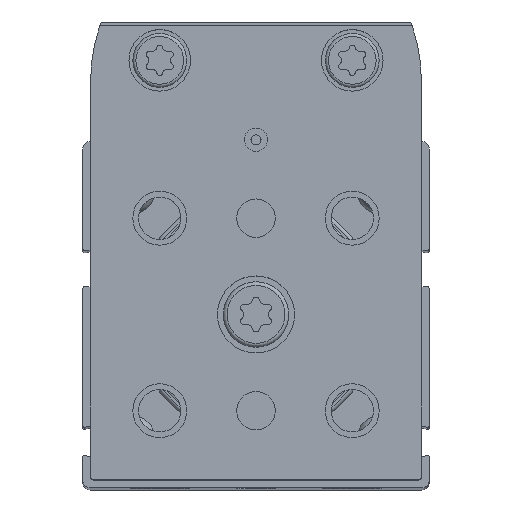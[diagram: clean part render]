
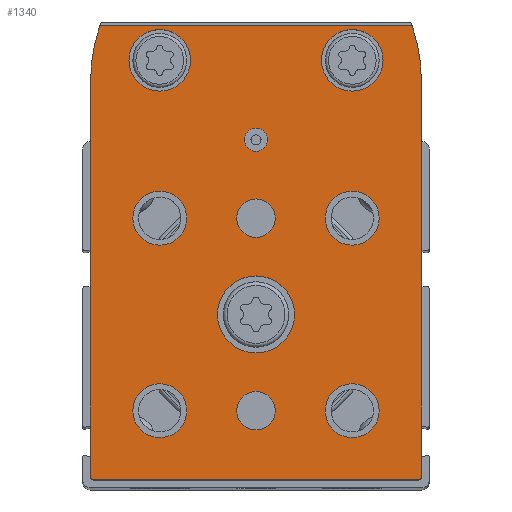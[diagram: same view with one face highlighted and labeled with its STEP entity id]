
A CAD part, top view. The second image highlights one B-rep face of the part: STEP entity #1340.
In plain terms, the highlighted planar face has unit normal (0, 0, 1).
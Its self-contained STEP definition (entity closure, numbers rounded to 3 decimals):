
#1340 = ADVANCED_FACE( '', ( #2946, #2947, #2948, #2949, #2950, #2951, #2952, #2953, #2954, #2955, #2956 ), #2957, .T. );
#2946 = FACE_BOUND( '', #4816, .T. );
#2947 = FACE_BOUND( '', #4817, .T. );
#2948 = FACE_BOUND( '', #4818, .T. );
#2949 = FACE_BOUND( '', #4819, .T. );
#2950 = FACE_BOUND( '', #4820, .T. );
#2951 = FACE_BOUND( '', #4821, .T. );
#2952 = FACE_BOUND( '', #4822, .T. );
#2953 = FACE_BOUND( '', #4823, .T. );
#2954 = FACE_BOUND( '', #4824, .T. );
#2955 = FACE_BOUND( '', #4825, .T. );
#2956 = FACE_OUTER_BOUND( '', #4826, .T. );
#2957 = PLANE( '', #4827 );
#4816 = EDGE_LOOP( '', ( #8282 ) );
#4817 = EDGE_LOOP( '', ( #8283 ) );
#4818 = EDGE_LOOP( '', ( #8284 ) );
#4819 = EDGE_LOOP( '', ( #8285 ) );
#4820 = EDGE_LOOP( '', ( #8286 ) );
#4821 = EDGE_LOOP( '', ( #8287 ) );
#4822 = EDGE_LOOP( '', ( #8288 ) );
#4823 = EDGE_LOOP( '', ( #8289 ) );
#4824 = EDGE_LOOP( '', ( #8290 ) );
#4825 = EDGE_LOOP( '', ( #8291 ) );
#4826 = EDGE_LOOP( '', ( #8292, #8293, #8294, #8295, #8296, #8297, #8298, #8299 ) );
#4827 = AXIS2_PLACEMENT_3D( '', #8300, #8301, #8302 );
#8282 = ORIENTED_EDGE( '', *, *, #11229, .T. );
#8283 = ORIENTED_EDGE( '', *, *, #10966, .T. );
#8284 = ORIENTED_EDGE( '', *, *, #11230, .F. );
#8285 = ORIENTED_EDGE( '', *, *, #11231, .F. );
#8286 = ORIENTED_EDGE( '', *, *, #11232, .T. );
#8287 = ORIENTED_EDGE( '', *, *, #11199, .T. );
#8288 = ORIENTED_EDGE( '', *, *, #11077, .T. );
#8289 = ORIENTED_EDGE( '', *, *, #11233, .T. );
#8290 = ORIENTED_EDGE( '', *, *, #10204, .T. );
#8291 = ORIENTED_EDGE( '', *, *, #9955, .F. );
#8292 = ORIENTED_EDGE( '', *, *, #11234, .T. );
#8293 = ORIENTED_EDGE( '', *, *, #11235, .T. );
#8294 = ORIENTED_EDGE( '', *, *, #10937, .T. );
#8295 = ORIENTED_EDGE( '', *, *, #11236, .T. );
#8296 = ORIENTED_EDGE( '', *, *, #10841, .T. );
#8297 = ORIENTED_EDGE( '', *, *, #10696, .T. );
#8298 = ORIENTED_EDGE( '', *, *, #11195, .T. );
#8299 = ORIENTED_EDGE( '', *, *, #10059, .T. );
#8300 = CARTESIAN_POINT( '', ( 2.5, 30., 10. ) );
#8301 = DIRECTION( '', ( 0., 0., 1. ) );
#8302 = DIRECTION( '', ( 1., 0., 0. ) );
#9955 = EDGE_CURVE( '', #11643, #11643, #11644, .T. );
#10059 = EDGE_CURVE( '', #11830, #11828, #11831, .T. );
#10204 = EDGE_CURVE( '', #12081, #12081, #12082, .T. );
#10696 = EDGE_CURVE( '', #12878, #12876, #12879, .T. );
#10841 = EDGE_CURVE( '', #13091, #12878, #13092, .T. );
#10937 = EDGE_CURVE( '', #13233, #13231, #13234, .T. );
#10966 = EDGE_CURVE( '', #13275, #13275, #13276, .T. );
#11077 = EDGE_CURVE( '', #13427, #13427, #13428, .T. );
#11195 = EDGE_CURVE( '', #12876, #11830, #13578, .T. );
#11199 = EDGE_CURVE( '', #13582, #13582, #13583, .T. );
#11229 = EDGE_CURVE( '', #13623, #13623, #13624, .T. );
#11230 = EDGE_CURVE( '', #13625, #13625, #13626, .T. );
#11231 = EDGE_CURVE( '', #13627, #13627, #13628, .T. );
#11232 = EDGE_CURVE( '', #13629, #13629, #13630, .T. );
#11233 = EDGE_CURVE( '', #13631, #13631, #13632, .T. );
#11234 = EDGE_CURVE( '', #11828, #13633, #13634, .T. );
#11235 = EDGE_CURVE( '', #13633, #13233, #13635, .T. );
#11236 = EDGE_CURVE( '', #13231, #13091, #13636, .T. );
#11643 = VERTEX_POINT( '', #14122 );
#11644 = CIRCLE( '', #14123, 1.5 );
#11828 = VERTEX_POINT( '', #14383 );
#11830 = VERTEX_POINT( '', #14386 );
#11831 = LINE( '', #14387, #14388 );
#12081 = VERTEX_POINT( '', #14696 );
#12082 = CIRCLE( '', #14697, 3.5 );
#12876 = VERTEX_POINT( '', #15924 );
#12878 = VERTEX_POINT( '', #15927 );
#12879 = LINE( '', #15928, #15929 );
#13091 = VERTEX_POINT( '', #16258 );
#13092 = CIRCLE( '', #16259, 0.5 );
#13231 = VERTEX_POINT( '', #16459 );
#13233 = VERTEX_POINT( '', #16462 );
#13234 = CIRCLE( '', #16463, 0.5 );
#13275 = VERTEX_POINT( '', #16514 );
#13276 = CIRCLE( '', #16515, 4. );
#13427 = VERTEX_POINT( '', #16759 );
#13428 = CIRCLE( '', #16760, 3.5 );
#13578 = CIRCLE( '', #17035, 24. );
#13582 = VERTEX_POINT( '', #17040 );
#13583 = CIRCLE( '', #17041, 3.5 );
#13623 = VERTEX_POINT( '', #17096 );
#13624 = CIRCLE( '', #17097, 4. );
#13625 = VERTEX_POINT( '', #17098 );
#13626 = CIRCLE( '', #17099, 2.5 );
#13627 = VERTEX_POINT( '', #17100 );
#13628 = CIRCLE( '', #17101, 2.5 );
#13629 = VERTEX_POINT( '', #17102 );
#13630 = CIRCLE( '', #17103, 5. );
#13631 = VERTEX_POINT( '', #17104 );
#13632 = CIRCLE( '', #17105, 3.5 );
#13633 = VERTEX_POINT( '', #17106 );
#13634 = CIRCLE( '', #17107, 24. );
#13635 = LINE( '', #17108, #17109 );
#13636 = LINE( '', #17110, #17111 );
#14122 = CARTESIAN_POINT( '', ( 1.5, 22.7, 10. ) );
#14123 = AXIS2_PLACEMENT_3D( '', #17695, #17696, #17697 );
#14383 = CARTESIAN_POINT( '', ( -20.298, 37.5, 10. ) );
#14386 = CARTESIAN_POINT( '', ( 20.298, 37.5, 10. ) );
#14387 = CARTESIAN_POINT( '', ( 20.298, 37.5, 10. ) );
#14388 = VECTOR( '', #17842, 1000. );
#14696 = CARTESIAN_POINT( '', ( 9., 12.5, 10. ) );
#14697 = AXIS2_PLACEMENT_3D( '', #18069, #18070, #18071 );
#15924 = CARTESIAN_POINT( '', ( 21.5, 30., 10. ) );
#15927 = CARTESIAN_POINT( '', ( 21.5, -21., 10. ) );
#15928 = CARTESIAN_POINT( '', ( 21.5, -21., 10. ) );
#15929 = VECTOR( '', #18766, 1000. );
#16258 = CARTESIAN_POINT( '', ( 21., -21.5, 10. ) );
#16259 = AXIS2_PLACEMENT_3D( '', #18925, #18926, #18927 );
#16459 = CARTESIAN_POINT( '', ( -21., -21.5, 10. ) );
#16462 = CARTESIAN_POINT( '', ( -21.5, -21., 10. ) );
#16463 = AXIS2_PLACEMENT_3D( '', #19057, #19058, #19059 );
#16514 = CARTESIAN_POINT( '', ( -16.5, 33., 10. ) );
#16515 = AXIS2_PLACEMENT_3D( '', #19109, #19110, #19111 );
#16759 = CARTESIAN_POINT( '', ( -16., 12.5, 10. ) );
#16760 = AXIS2_PLACEMENT_3D( '', #19228, #19229, #19230 );
#17035 = AXIS2_PLACEMENT_3D( '', #19356, #19357, #19358 );
#17040 = CARTESIAN_POINT( '', ( 9., -12.5, 10. ) );
#17041 = AXIS2_PLACEMENT_3D( '', #19360, #19361, #19362 );
#17096 = CARTESIAN_POINT( '', ( 8.5, 33., 10. ) );
#17097 = AXIS2_PLACEMENT_3D( '', #19395, #19396, #19397 );
#17098 = CARTESIAN_POINT( '', ( 2.5, -12.5, 10. ) );
#17099 = AXIS2_PLACEMENT_3D( '', #19398, #19399, #19400 );
#17100 = CARTESIAN_POINT( '', ( 2.5, 12.5, 10. ) );
#17101 = AXIS2_PLACEMENT_3D( '', #19401, #19402, #19403 );
#17102 = CARTESIAN_POINT( '', ( -5., 0., 10. ) );
#17103 = AXIS2_PLACEMENT_3D( '', #19404, #19405, #19406 );
#17104 = CARTESIAN_POINT( '', ( -16., -12.5, 10. ) );
#17105 = AXIS2_PLACEMENT_3D( '', #19407, #19408, #19409 );
#17106 = CARTESIAN_POINT( '', ( -21.5, 30., 10. ) );
#17107 = AXIS2_PLACEMENT_3D( '', #19410, #19411, #19412 );
#17108 = CARTESIAN_POINT( '', ( -21.5, 30., 10. ) );
#17109 = VECTOR( '', #19413, 1000. );
#17110 = CARTESIAN_POINT( '', ( -21., -21.5, 10. ) );
#17111 = VECTOR( '', #19414, 1000. );
#17695 = CARTESIAN_POINT( '', ( 0., 22.7, 10. ) );
#17696 = DIRECTION( '', ( 0., 0., 1. ) );
#17697 = DIRECTION( '', ( 1., 0., 0. ) );
#17842 = DIRECTION( '', ( -1., 0., 0. ) );
#18069 = CARTESIAN_POINT( '', ( 12.5, 12.5, 10. ) );
#18070 = DIRECTION( '', ( 0., 0., -1. ) );
#18071 = DIRECTION( '', ( -1., 0., 0. ) );
#18766 = DIRECTION( '', ( 0., 1., 0. ) );
#18925 = CARTESIAN_POINT( '', ( 21., -21., 10. ) );
#18926 = DIRECTION( '', ( 0., 0., 1. ) );
#18927 = DIRECTION( '', ( 1., 0., 0. ) );
#19057 = CARTESIAN_POINT( '', ( -21., -21., 10. ) );
#19058 = DIRECTION( '', ( 0., 0., 1. ) );
#19059 = DIRECTION( '', ( 1., 0., 0. ) );
#19109 = CARTESIAN_POINT( '', ( -12.5, 33., 10. ) );
#19110 = DIRECTION( '', ( 0., 0., -1. ) );
#19111 = DIRECTION( '', ( -1., 0., 0. ) );
#19228 = CARTESIAN_POINT( '', ( -12.5, 12.5, 10. ) );
#19229 = DIRECTION( '', ( 0., 0., -1. ) );
#19230 = DIRECTION( '', ( -1., 0., 0. ) );
#19356 = CARTESIAN_POINT( '', ( -2.5, 30., 10. ) );
#19357 = DIRECTION( '', ( 0., 0., 1. ) );
#19358 = DIRECTION( '', ( 1., 0., 0. ) );
#19360 = CARTESIAN_POINT( '', ( 12.5, -12.5, 10. ) );
#19361 = DIRECTION( '', ( 0., 0., -1. ) );
#19362 = DIRECTION( '', ( -1., 0., 0. ) );
#19395 = CARTESIAN_POINT( '', ( 12.5, 33., 10. ) );
#19396 = DIRECTION( '', ( 0., 0., -1. ) );
#19397 = DIRECTION( '', ( -1., 0., 0. ) );
#19398 = CARTESIAN_POINT( '', ( 0., -12.5, 10. ) );
#19399 = DIRECTION( '', ( 0., 0., 1. ) );
#19400 = DIRECTION( '', ( 1., 0., 0. ) );
#19401 = CARTESIAN_POINT( '', ( 0., 12.5, 10. ) );
#19402 = DIRECTION( '', ( 0., 0., 1. ) );
#19403 = DIRECTION( '', ( 1., 0., 0. ) );
#19404 = CARTESIAN_POINT( '', ( 0., 0., 10. ) );
#19405 = DIRECTION( '', ( 0., 0., -1. ) );
#19406 = DIRECTION( '', ( -1., 0., 0. ) );
#19407 = CARTESIAN_POINT( '', ( -12.5, -12.5, 10. ) );
#19408 = DIRECTION( '', ( 0., 0., -1. ) );
#19409 = DIRECTION( '', ( -1., 0., 0. ) );
#19410 = CARTESIAN_POINT( '', ( 2.5, 30., 10. ) );
#19411 = DIRECTION( '', ( 0., 0., 1. ) );
#19412 = DIRECTION( '', ( 1., 0., 0. ) );
#19413 = DIRECTION( '', ( 0., -1., 0. ) );
#19414 = DIRECTION( '', ( 1., 0., 0. ) );
